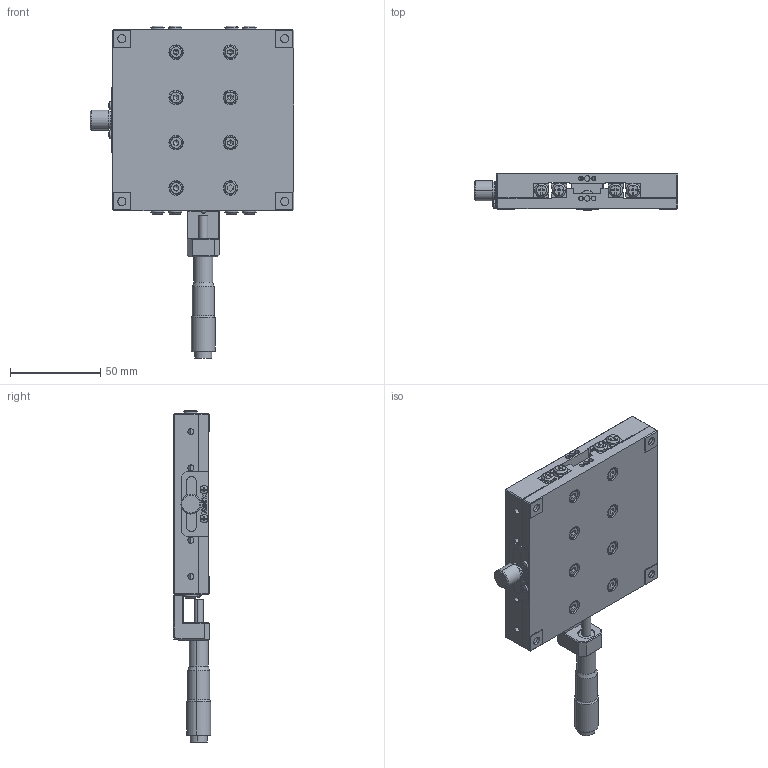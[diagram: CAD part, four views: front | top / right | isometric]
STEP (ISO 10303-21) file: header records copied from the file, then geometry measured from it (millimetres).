
FILE_DESCRIPTION (( 'STEP AP203' ), '1' );
FILE_NAME ('AK25A-10020CZ.step', '2019-05-09T02:44:51', ( '' ), ( '' ), 'SwSTEP 2.0', 'SolidWorks 2017', '' );
FILE_SCHEMA (( 'CONFIG_CONTROL_DESIGN' ));
Length unit declared in the file: millimetre
Products named in the file (1): AK25A-10020CZ
Bounding box: 112.5 x 20.61 x 183.5 mm (x, y, z)
Surface area: 70409.2 mm2 (no closed solid volume)
Topology: 0 solids, 42 shells, 765 faces, 2547 edges, 1730 vertices
Faces by surface type: plane 467, cylinder 198, cone 56, torus 38, sphere 6
Entity records: 28165 total; most frequent: CARTESIAN_POINT 5896, DIRECTION 4684, ORIENTED_EDGE 4148, EDGE_CURVE 2510, VERTEX_POINT 1727, LINE 1690, VECTOR 1690, AXIS2_PLACEMENT_3D 1497
